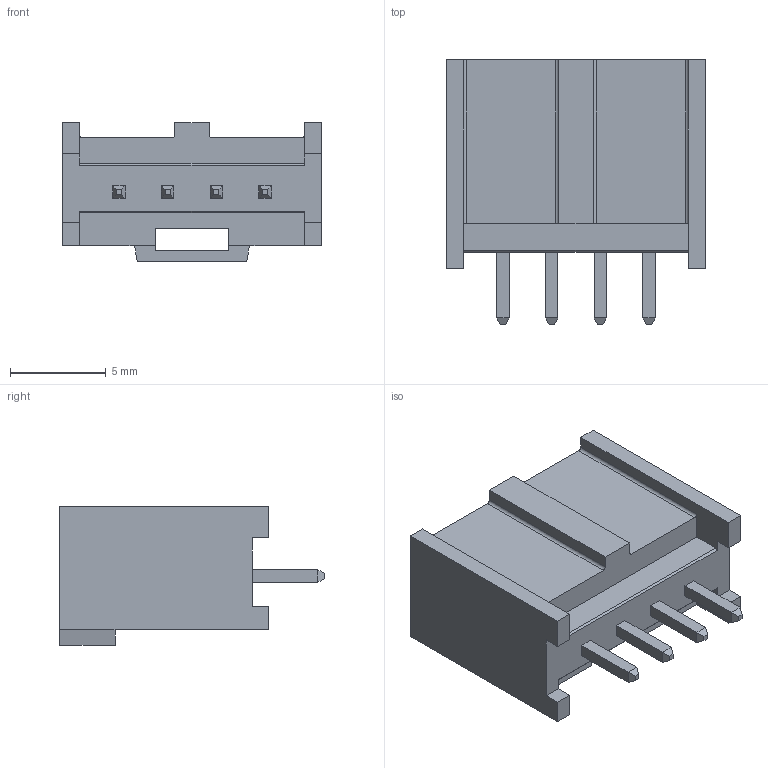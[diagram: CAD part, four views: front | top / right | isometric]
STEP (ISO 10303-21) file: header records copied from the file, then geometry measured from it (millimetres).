
FILE_DESCRIPTION((''),'2;1');
FILE_NAME('901361304','2018-10-31T',('gga'),(''),'PRO/ENGINEER BY PARAMETRIC TECHNOLOGY CORPORATION, 2016010','PRO/ENGINEER BY PARAMETRIC TECHNOLOGY CORPORATION, 2016010','');
FILE_SCHEMA(('CONFIG_CONTROL_DESIGN'));
Length unit declared in the file: millimetre
Products named in the file (1): 901361304
Bounding box: 13.51 x 13.8 x 7.21 mm (x, y, z)
Volume: 404.9 mm3; surface area: 932.6 mm2
Topology: 1 solids, 1 shells, 131 faces, 336 edges, 214 vertices
Faces by surface type: plane 127, cylinder 4
Entity records: 3897 total; most frequent: CARTESIAN_POINT 674, ORIENTED_EDGE 656, DIRECTION 616, EDGE_CURVE 328, VECTOR 320, LINE 320, VERTEX_POINT 206, AXIS2_PLACEMENT_3D 148
